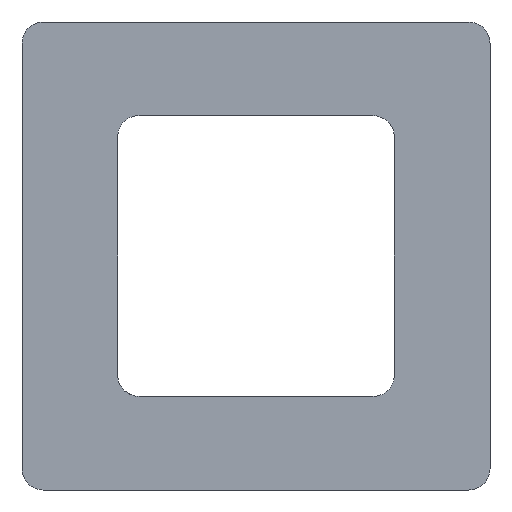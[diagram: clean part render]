
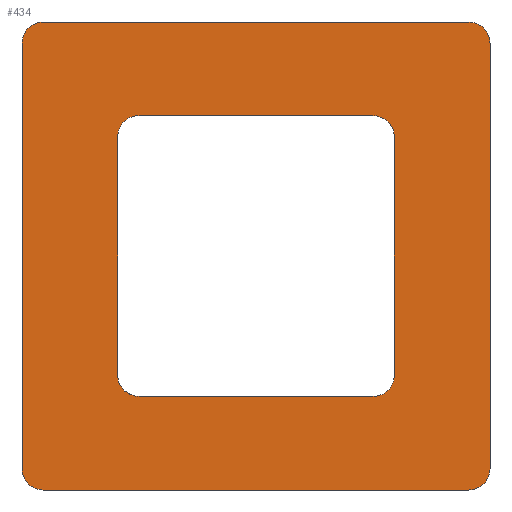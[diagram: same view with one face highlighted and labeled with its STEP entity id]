
A CAD part, front view. The second image highlights one B-rep face of the part: STEP entity #434.
In plain terms, the highlighted free-form (B-spline) face has degree [1, 1] with [2, 2] control points.
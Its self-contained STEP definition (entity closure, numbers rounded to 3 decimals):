
#19=CARTESIAN_POINT('',(-5.5,0.0,6.6));
#20=VERTEX_POINT('',#19);
#21=CARTESIAN_POINT('',(-6.5,0.0,5.6));
#22=VERTEX_POINT('',#21);
#23=CARTESIAN_POINT('',(-5.5,0.0,6.6));
#24=CARTESIAN_POINT('',(-5.602,0.0,6.6));
#25=CARTESIAN_POINT('',(-5.758,0.0,6.576));
#26=CARTESIAN_POINT('',(-5.982,0.0,6.485));
#27=CARTESIAN_POINT('',(-6.149,0.0,6.371));
#28=CARTESIAN_POINT('',(-6.287,0.0,6.225));
#29=CARTESIAN_POINT('',(-6.384,0.0,6.077));
#30=CARTESIAN_POINT('',(-6.473,0.0,5.874));
#31=CARTESIAN_POINT('',(-6.5,0.0,5.706));
#32=CARTESIAN_POINT('',(-6.5,0.0,5.6));
#33=B_SPLINE_CURVE_WITH_KNOTS('',3,(#23,#24,#25,#26,#27,#28,#29,#30,#31,#32),.UNSPECIFIED.,.F.,.U.,(4,1,1,1,1,1,1,4),(0.,0.307,0.466,0.724,0.908,1.068,1.252,1.571),.UNSPECIFIED.);
#34=EDGE_CURVE('',#20,#22,#33,.T.);
#71=CARTESIAN_POINT('',(-6.5,0.0,-5.6));
#72=VERTEX_POINT('',#71);
#73=CARTESIAN_POINT('',(-6.5,0.0,5.6));
#74=CARTESIAN_POINT('',(-6.5,0.0,-5.6));
#75=QUASI_UNIFORM_CURVE('',1,(#73,#74),.UNSPECIFIED.,.F.,.U.);
#76=EDGE_CURVE('',#22,#72,#75,.T.);
#108=CARTESIAN_POINT('',(-5.5,0.0,-6.6));
#109=VERTEX_POINT('',#108);
#110=CARTESIAN_POINT('',(-6.5,0.0,-5.6));
#111=CARTESIAN_POINT('',(-6.5,0.0,-5.719));
#112=CARTESIAN_POINT('',(-6.463,0.0,-5.923));
#113=CARTESIAN_POINT('',(-6.331,0.0,-6.175));
#114=CARTESIAN_POINT('',(-6.155,0.0,-6.371));
#115=CARTESIAN_POINT('',(-5.94,0.0,-6.511));
#116=CARTESIAN_POINT('',(-5.709,0.0,-6.586));
#117=CARTESIAN_POINT('',(-5.565,0.0,-6.6));
#118=CARTESIAN_POINT('',(-5.5,0.0,-6.6));
#119=B_SPLINE_CURVE_WITH_KNOTS('',3,(#110,#111,#112,#113,#114,#115,#116,#117,#118),.UNSPECIFIED.,.F.,.U.,(4,1,1,1,1,1,4),(0.,0.356,0.614,0.847,1.141,1.374,1.571),.UNSPECIFIED.);
#120=EDGE_CURVE('',#72,#109,#119,.T.);
#152=CARTESIAN_POINT('',(5.5,0.0,-6.6));
#153=VERTEX_POINT('',#152);
#154=CARTESIAN_POINT('',(-5.5,0.0,-6.6));
#155=CARTESIAN_POINT('',(5.5,0.0,-6.6));
#156=QUASI_UNIFORM_CURVE('',1,(#154,#155),.UNSPECIFIED.,.F.,.U.);
#157=EDGE_CURVE('',#109,#153,#156,.T.);
#189=CARTESIAN_POINT('',(6.5,0.0,-5.6));
#190=VERTEX_POINT('',#189);
#191=CARTESIAN_POINT('',(5.5,0.0,-6.6));
#192=CARTESIAN_POINT('',(5.602,0.0,-6.6));
#193=CARTESIAN_POINT('',(5.774,0.0,-6.573));
#194=CARTESIAN_POINT('',(6.012,0.0,-6.47));
#195=CARTESIAN_POINT('',(6.209,0.0,-6.321));
#196=CARTESIAN_POINT('',(6.354,0.0,-6.136));
#197=CARTESIAN_POINT('',(6.435,0.0,-5.965));
#198=CARTESIAN_POINT('',(6.486,0.0,-5.796));
#199=CARTESIAN_POINT('',(6.5,0.0,-5.678));
#200=CARTESIAN_POINT('',(6.5,0.0,-5.6));
#201=B_SPLINE_CURVE_WITH_KNOTS('',3,(#191,#192,#193,#194,#195,#196,#197,#198,#199,#200),.UNSPECIFIED.,.F.,.U.,(4,1,1,1,1,1,1,4),(0.,0.307,0.515,0.773,1.043,1.215,1.338,1.571),.UNSPECIFIED.);
#202=EDGE_CURVE('',#153,#190,#201,.T.);
#233=CARTESIAN_POINT('',(6.5,0.0,5.6));
#234=VERTEX_POINT('',#233);
#235=CARTESIAN_POINT('',(6.5,0.0,-5.6));
#236=CARTESIAN_POINT('',(6.5,0.0,5.6));
#237=QUASI_UNIFORM_CURVE('',1,(#235,#236),.UNSPECIFIED.,.F.,.U.);
#238=EDGE_CURVE('',#190,#234,#237,.T.);
#270=CARTESIAN_POINT('',(5.5,0.0,6.6));
#271=VERTEX_POINT('',#270);
#272=CARTESIAN_POINT('',(6.5,0.0,5.6));
#273=CARTESIAN_POINT('',(6.5,0.0,5.665));
#274=CARTESIAN_POINT('',(6.487,0.0,5.796));
#275=CARTESIAN_POINT('',(6.424,0.0,6.005));
#276=CARTESIAN_POINT('',(6.319,0.0,6.187));
#277=CARTESIAN_POINT('',(6.173,0.0,6.348));
#278=CARTESIAN_POINT('',(5.988,0.0,6.486));
#279=CARTESIAN_POINT('',(5.754,0.0,6.579));
#280=CARTESIAN_POINT('',(5.578,0.0,6.6));
#281=CARTESIAN_POINT('',(5.5,0.0,6.6));
#282=B_SPLINE_CURVE_WITH_KNOTS('',3,(#272,#273,#274,#275,#276,#277,#278,#279,#280,#281),.UNSPECIFIED.,.F.,.U.,(4,1,1,1,1,1,1,4),(0.,0.196,0.393,0.65,0.822,1.043,1.338,1.571),.UNSPECIFIED.);
#283=EDGE_CURVE('',#234,#271,#282,.T.);
#314=CARTESIAN_POINT('',(5.5,0.0,6.6));
#315=CARTESIAN_POINT('',(-5.5,0.0,6.6));
#316=QUASI_UNIFORM_CURVE('',1,(#314,#315),.UNSPECIFIED.,.F.,.U.);
#317=EDGE_CURVE('',#271,#20,#316,.T.);
#329=CARTESIAN_POINT('',(-12.099,0.0,12.099));
#330=CARTESIAN_POINT('',(12.099,0.0,12.099));
#331=CARTESIAN_POINT('',(-12.099,0.0,-12.099));
#332=CARTESIAN_POINT('',(12.099,0.0,-12.099));
#333=B_SPLINE_SURFACE_WITH_KNOTS('',1,1,((#329,#331),(#330,#332)),.UNSPECIFIED.,.F.,.F.,.U.,(2,2),(2,2),(0.0,24.198),(0.0,24.198),.UNSPECIFIED.);
#334=CARTESIAN_POINT('',(10.0,0.0,11.0));
#335=VERTEX_POINT('',#334);
#336=CARTESIAN_POINT('',(-10.0,0.0,11.0));
#337=VERTEX_POINT('',#336);
#338=CARTESIAN_POINT('',(10.0,0.0,11.0));
#339=CARTESIAN_POINT('',(-10.0,0.0,11.0));
#340=QUASI_UNIFORM_CURVE('',1,(#338,#339),.UNSPECIFIED.,.F.,.U.);
#341=EDGE_CURVE('',#335,#337,#340,.T.);
#342=ORIENTED_EDGE('',*,*,#341,.T.);
#343=CARTESIAN_POINT('',(-11.0,0.0,10.0));
#344=VERTEX_POINT('',#343);
#345=CARTESIAN_POINT('',(-10.0,0.0,11.0));
#346=CARTESIAN_POINT('',(-11.0,0.0,11.0));
#347=CARTESIAN_POINT('',(-11.0,0.0,10.0));
#355=(BOUNDED_CURVE()B_SPLINE_CURVE(2,(#345,#346,#347),.UNSPECIFIED.,.F.,.U.)CURVE()GEOMETRIC_REPRESENTATION_ITEM()QUASI_UNIFORM_CURVE()RATIONAL_B_SPLINE_CURVE((1.0,0.707,1.0))REPRESENTATION_ITEM(''));
#356=EDGE_CURVE('',#337,#344,#355,.T.);
#357=ORIENTED_EDGE('',*,*,#356,.T.);
#358=CARTESIAN_POINT('',(-11.0,0.0,-10.0));
#359=VERTEX_POINT('',#358);
#360=CARTESIAN_POINT('',(-11.0,0.0,10.0));
#361=CARTESIAN_POINT('',(-11.0,0.0,-10.0));
#362=QUASI_UNIFORM_CURVE('',1,(#360,#361),.UNSPECIFIED.,.F.,.U.);
#363=EDGE_CURVE('',#344,#359,#362,.T.);
#364=ORIENTED_EDGE('',*,*,#363,.T.);
#365=CARTESIAN_POINT('',(-10.0,0.0,-11.0));
#366=VERTEX_POINT('',#365);
#367=CARTESIAN_POINT('',(-11.0,0.0,-10.0));
#368=CARTESIAN_POINT('',(-11.0,0.0,-11.0));
#369=CARTESIAN_POINT('',(-10.0,0.0,-11.0));
#377=(BOUNDED_CURVE()B_SPLINE_CURVE(2,(#367,#368,#369),.UNSPECIFIED.,.F.,.U.)CURVE()GEOMETRIC_REPRESENTATION_ITEM()QUASI_UNIFORM_CURVE()RATIONAL_B_SPLINE_CURVE((1.0,0.707,1.0))REPRESENTATION_ITEM(''));
#378=EDGE_CURVE('',#359,#366,#377,.T.);
#379=ORIENTED_EDGE('',*,*,#378,.T.);
#380=CARTESIAN_POINT('',(10.0,0.0,-11.0));
#381=VERTEX_POINT('',#380);
#382=CARTESIAN_POINT('',(-10.0,0.0,-11.0));
#383=CARTESIAN_POINT('',(10.0,0.0,-11.0));
#384=QUASI_UNIFORM_CURVE('',1,(#382,#383),.UNSPECIFIED.,.F.,.U.);
#385=EDGE_CURVE('',#366,#381,#384,.T.);
#386=ORIENTED_EDGE('',*,*,#385,.T.);
#387=CARTESIAN_POINT('',(11.0,0.0,-10.0));
#388=VERTEX_POINT('',#387);
#389=CARTESIAN_POINT('',(10.0,0.0,-11.0));
#390=CARTESIAN_POINT('',(11.0,0.0,-11.0));
#391=CARTESIAN_POINT('',(11.0,0.0,-10.0));
#399=(BOUNDED_CURVE()B_SPLINE_CURVE(2,(#389,#390,#391),.UNSPECIFIED.,.F.,.U.)CURVE()GEOMETRIC_REPRESENTATION_ITEM()QUASI_UNIFORM_CURVE()RATIONAL_B_SPLINE_CURVE((1.0,0.707,1.0))REPRESENTATION_ITEM(''));
#400=EDGE_CURVE('',#381,#388,#399,.T.);
#401=ORIENTED_EDGE('',*,*,#400,.T.);
#402=CARTESIAN_POINT('',(11.0,0.0,10.0));
#403=VERTEX_POINT('',#402);
#404=CARTESIAN_POINT('',(11.0,0.0,-10.0));
#405=CARTESIAN_POINT('',(11.0,0.0,10.0));
#406=QUASI_UNIFORM_CURVE('',1,(#404,#405),.UNSPECIFIED.,.F.,.U.);
#407=EDGE_CURVE('',#388,#403,#406,.T.);
#408=ORIENTED_EDGE('',*,*,#407,.T.);
#409=CARTESIAN_POINT('',(11.0,0.0,10.0));
#410=CARTESIAN_POINT('',(11.0,0.0,11.0));
#411=CARTESIAN_POINT('',(10.0,0.0,11.0));
#419=(BOUNDED_CURVE()B_SPLINE_CURVE(2,(#409,#410,#411),.UNSPECIFIED.,.F.,.U.)CURVE()GEOMETRIC_REPRESENTATION_ITEM()QUASI_UNIFORM_CURVE()RATIONAL_B_SPLINE_CURVE((1.0,0.707,1.0))REPRESENTATION_ITEM(''));
#420=EDGE_CURVE('',#403,#335,#419,.T.);
#421=ORIENTED_EDGE('',*,*,#420,.T.);
#422=EDGE_LOOP('',(#342,#357,#364,#379,#386,#401,#408,#421));
#423=FACE_OUTER_BOUND('',#422,.T.);
#424=ORIENTED_EDGE('',*,*,#317,.F.);
#425=ORIENTED_EDGE('',*,*,#283,.F.);
#426=ORIENTED_EDGE('',*,*,#238,.F.);
#427=ORIENTED_EDGE('',*,*,#202,.F.);
#428=ORIENTED_EDGE('',*,*,#157,.F.);
#429=ORIENTED_EDGE('',*,*,#120,.F.);
#430=ORIENTED_EDGE('',*,*,#76,.F.);
#431=ORIENTED_EDGE('',*,*,#34,.F.);
#432=EDGE_LOOP('',(#424,#425,#426,#427,#428,#429,#430,#431));
#433=FACE_BOUND('',#432,.T.);
#434=ADVANCED_FACE('',(#423,#433),#333,.F.);
